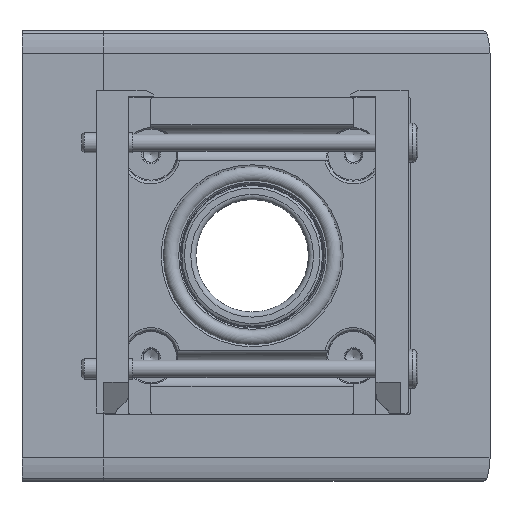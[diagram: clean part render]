
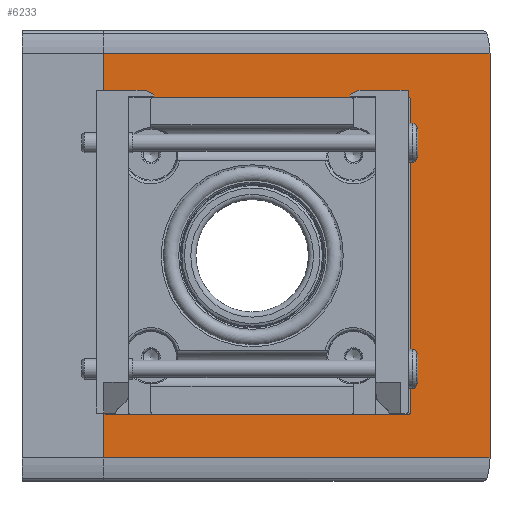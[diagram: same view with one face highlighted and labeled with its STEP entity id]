
A CAD part, top view. The second image highlights one B-rep face of the part: STEP entity #6233.
In plain terms, the highlighted planar face has unit normal (0, 0, 1).
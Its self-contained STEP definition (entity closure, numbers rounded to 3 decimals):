
#244=CIRCLE('',#7834,0.5);
#245=CIRCLE('',#7835,0.5);
#246=CIRCLE('',#7836,0.5);
#247=CIRCLE('',#7837,0.5);
#665=LINE('',#10738,#1196);
#669=LINE('',#10746,#1200);
#689=LINE('',#10804,#1220);
#690=LINE('',#10807,#1221);
#691=LINE('',#10810,#1222);
#692=LINE('',#10814,#1223);
#693=LINE('',#10818,#1224);
#694=LINE('',#10821,#1225);
#1196=VECTOR('',#8675,1000.);
#1200=VECTOR('',#8679,1000.);
#1220=VECTOR('',#8733,1000.);
#1221=VECTOR('',#8734,1000.);
#1222=VECTOR('',#8737,1000.);
#1223=VECTOR('',#8740,1000.);
#1224=VECTOR('',#8743,1000.);
#1225=VECTOR('',#8746,1000.);
#1857=ORIENTED_EDGE('',*,*,#3591,.T.);
#1858=ORIENTED_EDGE('',*,*,#3592,.T.);
#1859=ORIENTED_EDGE('',*,*,#3560,.T.);
#1860=ORIENTED_EDGE('',*,*,#3593,.F.);
#1861=ORIENTED_EDGE('',*,*,#3594,.F.);
#1862=ORIENTED_EDGE('',*,*,#3595,.F.);
#1863=ORIENTED_EDGE('',*,*,#3596,.F.);
#1864=ORIENTED_EDGE('',*,*,#3597,.F.);
#1865=ORIENTED_EDGE('',*,*,#3598,.F.);
#1866=ORIENTED_EDGE('',*,*,#3599,.F.);
#1867=ORIENTED_EDGE('',*,*,#3556,.T.);
#1868=ORIENTED_EDGE('',*,*,#3600,.F.);
#3556=EDGE_CURVE('',#4423,#4422,#665,.T.);
#3560=EDGE_CURVE('',#4427,#4426,#669,.T.);
#3591=EDGE_CURVE('',#4448,#4449,#689,.T.);
#3592=EDGE_CURVE('',#4449,#4427,#690,.T.);
#3593=EDGE_CURVE('',#4450,#4426,#244,.T.);
#3594=EDGE_CURVE('',#4451,#4450,#691,.T.);
#3595=EDGE_CURVE('',#4452,#4451,#245,.T.);
#3596=EDGE_CURVE('',#4453,#4452,#692,.T.);
#3597=EDGE_CURVE('',#4454,#4453,#246,.T.);
#3598=EDGE_CURVE('',#4455,#4454,#693,.T.);
#3599=EDGE_CURVE('',#4423,#4455,#247,.T.);
#3600=EDGE_CURVE('',#4448,#4422,#694,.F.);
#4422=VERTEX_POINT('',#10737);
#4423=VERTEX_POINT('',#10739);
#4426=VERTEX_POINT('',#10745);
#4427=VERTEX_POINT('',#10747);
#4448=VERTEX_POINT('',#10805);
#4449=VERTEX_POINT('',#10806);
#4450=VERTEX_POINT('',#10809);
#4451=VERTEX_POINT('',#10811);
#4452=VERTEX_POINT('',#10813);
#4453=VERTEX_POINT('',#10815);
#4454=VERTEX_POINT('',#10817);
#4455=VERTEX_POINT('',#10819);
#5015=EDGE_LOOP('',(#1857,#1858,#1859,#1860,#1861,#1862,#1863,#1864,#1865,
#1866,#1867,#1868));
#5522=FACE_BOUND('',#5015,.T.);
#6019=PLANE('',#7833);
#6233=ADVANCED_FACE('',(#5522),#6019,.T.);
#7833=AXIS2_PLACEMENT_3D('',#10803,#8731,#8732);
#7834=AXIS2_PLACEMENT_3D('',#10808,#8735,#8736);
#7835=AXIS2_PLACEMENT_3D('',#10812,#8738,#8739);
#7836=AXIS2_PLACEMENT_3D('',#10816,#8741,#8742);
#7837=AXIS2_PLACEMENT_3D('',#10820,#8744,#8745);
#8675=DIRECTION('',(0.,1.,0.));
#8679=DIRECTION('',(0.,1.,0.));
#8731=DIRECTION('',(0.,0.,1.));
#8732=DIRECTION('',(1.,0.,0.));
#8733=DIRECTION('',(0.,-1.,0.));
#8734=DIRECTION('',(1.,0.,0.));
#8735=DIRECTION('',(0.,0.,1.));
#8736=DIRECTION('',(1.,0.,0.));
#8737=DIRECTION('',(1.,0.,0.));
#8738=DIRECTION('',(0.,0.,1.));
#8739=DIRECTION('',(1.,0.,0.));
#8740=DIRECTION('',(0.,-1.,0.));
#8741=DIRECTION('',(0.,0.,1.));
#8742=DIRECTION('',(1.,0.,0.));
#8743=DIRECTION('',(-1.,0.,0.));
#8744=DIRECTION('',(0.,0.,1.));
#8745=DIRECTION('',(1.,0.,0.));
#8746=DIRECTION('',(-1.,0.,0.));
#10737=CARTESIAN_POINT('',(29.,39.5,-8.8));
#10738=CARTESIAN_POINT('',(29.,-44.,-8.8));
#10739=CARTESIAN_POINT('',(29.,30.5,-8.8));
#10745=CARTESIAN_POINT('',(29.,-30.5,-8.8));
#10746=CARTESIAN_POINT('',(29.,-44.,-8.8));
#10747=CARTESIAN_POINT('',(29.,-39.5,-8.8));
#10803=CARTESIAN_POINT('',(-33.5,-39.5,-8.8));
#10804=CARTESIAN_POINT('',(-46.5,39.5,-8.8));
#10805=CARTESIAN_POINT('',(-46.5,39.5,-8.8));
#10806=CARTESIAN_POINT('',(-46.5,-39.5,-8.8));
#10807=CARTESIAN_POINT('',(-33.5,-39.5,-8.8));
#10808=CARTESIAN_POINT('',(28.5,-30.5,-8.8));
#10809=CARTESIAN_POINT('',(28.5,-31.,-8.8));
#10810=CARTESIAN_POINT('',(-30.5,-31.,-8.8));
#10811=CARTESIAN_POINT('',(-30.5,-31.,-8.8));
#10812=CARTESIAN_POINT('',(-30.5,-30.5,-8.8));
#10813=CARTESIAN_POINT('',(-31.,-30.5,-8.8));
#10814=CARTESIAN_POINT('',(-31.,30.5,-8.8));
#10815=CARTESIAN_POINT('',(-31.,30.5,-8.8));
#10816=CARTESIAN_POINT('',(-30.5,30.5,-8.8));
#10817=CARTESIAN_POINT('',(-30.5,31.,-8.8));
#10818=CARTESIAN_POINT('',(28.5,31.,-8.8));
#10819=CARTESIAN_POINT('',(28.5,31.,-8.8));
#10820=CARTESIAN_POINT('',(28.5,30.5,-8.8));
#10821=CARTESIAN_POINT('',(33.5,39.5,-8.8));
